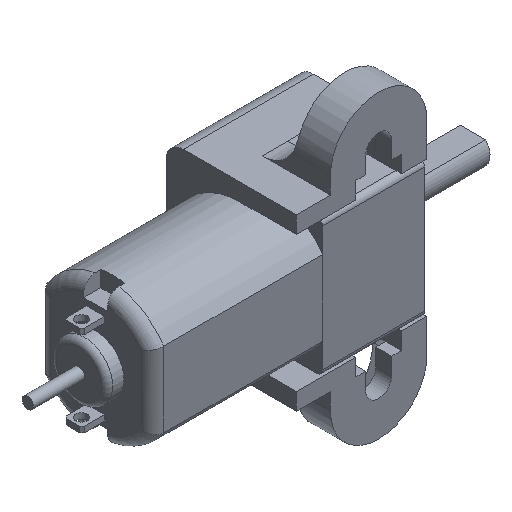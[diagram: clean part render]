
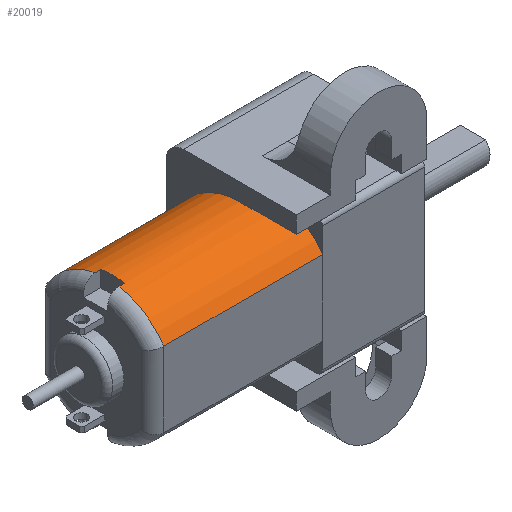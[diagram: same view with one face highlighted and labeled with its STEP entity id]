
A CAD part, isometric view. The second image highlights one B-rep face of the part: STEP entity #20019.
In plain terms, the highlighted cylindrical face has radius 6 mm (diameter 12 mm), a partial arc.
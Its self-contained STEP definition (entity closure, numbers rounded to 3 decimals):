
#1042=LINE('',#27218,#3794);
#1043=LINE('',#27222,#3795);
#1044=LINE('',#27225,#3796);
#1045=LINE('',#27226,#3797);
#1046=LINE('',#27229,#3798);
#3794=VECTOR('',#22218,1000.);
#3795=VECTOR('',#22221,1000.);
#3796=VECTOR('',#22224,1000.);
#3797=VECTOR('',#22225,1000.);
#3798=VECTOR('',#22228,1000.);
#6496=CYLINDRICAL_SURFACE('',#21042,6.);
#6538=FACE_OUTER_BOUND('',#7520,.T.);
#7520=EDGE_LOOP('',(#13451,#13452,#13453,#13454,#13455,#13456,#13457,#13458,
#13459,#13460));
#8533=CIRCLE('',#21041,6.);
#8534=CIRCLE('',#21043,6.);
#8535=CIRCLE('',#21044,6.);
#8536=CIRCLE('',#21045,6.);
#8537=CIRCLE('',#21046,6.);
#8592=VERTEX_POINT('',#26971);
#8665=VERTEX_POINT('',#27182);
#8667=VERTEX_POINT('',#27185);
#8669=VERTEX_POINT('',#27214);
#8670=VERTEX_POINT('',#27215);
#8671=VERTEX_POINT('',#27217);
#8672=VERTEX_POINT('',#27219);
#8673=VERTEX_POINT('',#27221);
#8674=VERTEX_POINT('',#27223);
#8675=VERTEX_POINT('',#27227);
#10578=EDGE_CURVE('',#8667,#8665,#8533,.T.);
#10582=EDGE_CURVE('',#8669,#8670,#8534,.T.);
#10583=EDGE_CURVE('',#8671,#8669,#1042,.T.);
#10584=EDGE_CURVE('',#8671,#8672,#8535,.T.);
#10585=EDGE_CURVE('',#8673,#8672,#1043,.T.);
#10586=EDGE_CURVE('',#8674,#8673,#8536,.T.);
#10587=EDGE_CURVE('',#8667,#8674,#1044,.T.);
#10588=EDGE_CURVE('',#8665,#8592,#1045,.T.);
#10589=EDGE_CURVE('',#8592,#8675,#8537,.T.);
#10590=EDGE_CURVE('',#8670,#8675,#1046,.T.);
#13451=ORIENTED_EDGE('',*,*,#10582,.F.);
#13452=ORIENTED_EDGE('',*,*,#10583,.F.);
#13453=ORIENTED_EDGE('',*,*,#10584,.T.);
#13454=ORIENTED_EDGE('',*,*,#10585,.F.);
#13455=ORIENTED_EDGE('',*,*,#10586,.F.);
#13456=ORIENTED_EDGE('',*,*,#10587,.F.);
#13457=ORIENTED_EDGE('',*,*,#10578,.T.);
#13458=ORIENTED_EDGE('',*,*,#10588,.T.);
#13459=ORIENTED_EDGE('',*,*,#10589,.T.);
#13460=ORIENTED_EDGE('',*,*,#10590,.F.);
#20019=ADVANCED_FACE('',(#6538),#6496,.T.);
#21041=AXIS2_PLACEMENT_3D('',#27186,#22211,#22212);
#21042=AXIS2_PLACEMENT_3D('',#27213,#22214,#22215);
#21043=AXIS2_PLACEMENT_3D('',#27216,#22216,#22217);
#21044=AXIS2_PLACEMENT_3D('',#27220,#22219,#22220);
#21045=AXIS2_PLACEMENT_3D('',#27224,#22222,#22223);
#21046=AXIS2_PLACEMENT_3D('',#27228,#22226,#22227);
#22211=DIRECTION('center_axis',(1.,0.,0.));
#22212=DIRECTION('ref_axis',(0.,0.,-1.));
#22214=DIRECTION('center_axis',(1.,0.,0.));
#22215=DIRECTION('ref_axis',(0.,0.,1.));
#22216=DIRECTION('center_axis',(1.,0.,0.));
#22217=DIRECTION('ref_axis',(0.,0.,1.));
#22218=DIRECTION('',(1.,0.,0.));
#22219=DIRECTION('center_axis',(1.,0.,0.));
#22220=DIRECTION('ref_axis',(0.,0.,-1.));
#22221=DIRECTION('',(-1.,0.,0.));
#22222=DIRECTION('center_axis',(-1.,0.,0.));
#22223=DIRECTION('ref_axis',(0.,0.,-1.));
#22224=DIRECTION('',(1.,0.,0.));
#22225=DIRECTION('',(1.,0.,0.));
#22226=DIRECTION('center_axis',(-1.,0.,0.));
#22227=DIRECTION('ref_axis',(0.,0.,1.));
#22228=DIRECTION('',(1.,0.,0.));
#26971=CARTESIAN_POINT('',(0.,-5.,3.317));
#27182=CARTESIAN_POINT('',(-14.,-5.,3.317));
#27185=CARTESIAN_POINT('',(-14.,-1.05,5.907));
#27186=CARTESIAN_POINT('Origin',(-14.,0.,0.));
#27213=CARTESIAN_POINT('Origin',(-15.,0.,0.));
#27214=CARTESIAN_POINT('',(-2.3,5.,3.317));
#27215=CARTESIAN_POINT('',(-2.3,-1.,5.916));
#27216=CARTESIAN_POINT('Origin',(-2.3,0.,0.));
#27217=CARTESIAN_POINT('',(-14.,5.,3.317));
#27218=CARTESIAN_POINT('',(-15.,5.,3.317));
#27219=CARTESIAN_POINT('',(-14.,1.05,5.907));
#27220=CARTESIAN_POINT('Origin',(-14.,0.,0.));
#27221=CARTESIAN_POINT('',(-13.5,1.05,5.907));
#27222=CARTESIAN_POINT('',(-15.,1.05,5.907));
#27223=CARTESIAN_POINT('',(-13.5,-1.05,5.907));
#27224=CARTESIAN_POINT('Origin',(-13.5,0.,0.));
#27225=CARTESIAN_POINT('',(-15.,-1.05,5.907));
#27226=CARTESIAN_POINT('',(-15.,-5.,3.317));
#27227=CARTESIAN_POINT('',(0.,-1.,5.916));
#27228=CARTESIAN_POINT('Origin',(0.,0.,0.));
#27229=CARTESIAN_POINT('',(-15.,-1.,5.916));
